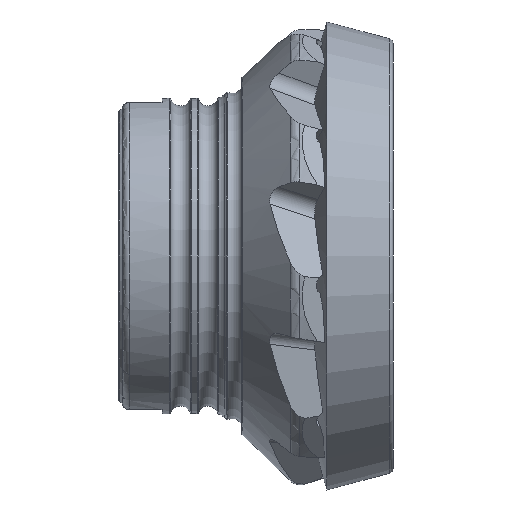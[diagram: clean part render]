
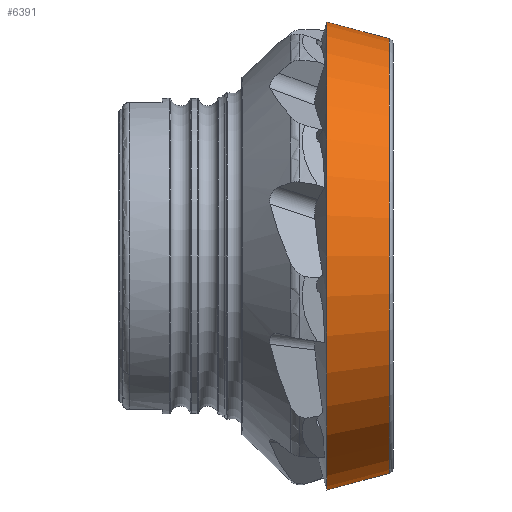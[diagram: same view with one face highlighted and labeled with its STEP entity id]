
A CAD part, front view. The second image highlights one B-rep face of the part: STEP entity #6391.
In plain terms, the highlighted conical face has half-angle 15 degrees and reference radius 31.71 mm.
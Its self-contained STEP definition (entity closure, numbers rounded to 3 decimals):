
#36 = CIRCLE ( 'NONE', #221, 34.143 ) ;
#221 = AXIS2_PLACEMENT_3D ( 'NONE', #5810, #2607, #6361 ) ;
#716 = CARTESIAN_POINT ( 'NONE',  ( 0.034, 0., 0. ) ) ;
#810 = CARTESIAN_POINT ( 'NONE',  ( 0.034, 31.71, 0. ) ) ;
#1028 = DIRECTION ( 'NONE',  ( -1., 0., 0. ) ) ;
#1102 = VERTEX_POINT ( 'NONE', #1856 ) ;
#1255 = DIRECTION ( 'NONE',  ( 0., 1., 0. ) ) ;
#1289 = CONICAL_SURFACE ( 'NONE', #6825, 31.71, 0.262 ) ;
#1856 = CARTESIAN_POINT ( 'NONE',  ( -9.046, 34.143, 0. ) ) ;
#1960 = ORIENTED_EDGE ( 'NONE', *, *, #4295, .T. ) ;
#2050 = EDGE_LOOP ( 'NONE', ( #1960 ) ) ;
#2192 = VERTEX_POINT ( 'NONE', #810 ) ;
#2411 = AXIS2_PLACEMENT_3D ( 'NONE', #716, #4472, #1255 ) ;
#2607 = DIRECTION ( 'NONE',  ( 1., 0., 0. ) ) ;
#3191 = DIRECTION ( 'NONE',  ( 0., -1., 0. ) ) ;
#3378 = FACE_OUTER_BOUND ( 'NONE', #2050, .T. ) ;
#4261 = CARTESIAN_POINT ( 'NONE',  ( 0.034, 0., 0. ) ) ;
#4295 = EDGE_CURVE ( 'NONE', #1102, #1102, #36, .T. ) ;
#4472 = DIRECTION ( 'NONE',  ( 1., 0., 0. ) ) ;
#5071 = ORIENTED_EDGE ( 'NONE', *, *, #5233, .F. ) ;
#5233 = EDGE_CURVE ( 'NONE', #2192, #2192, #5631, .T. ) ;
#5631 = CIRCLE ( 'NONE', #2411, 31.71 ) ;
#5810 = CARTESIAN_POINT ( 'NONE',  ( -9.046, 0., 0. ) ) ;
#5812 = EDGE_LOOP ( 'NONE', ( #5071 ) ) ;
#6056 = FACE_BOUND ( 'NONE', #5812, .T. ) ;
#6361 = DIRECTION ( 'NONE',  ( 0., 1., 0. ) ) ;
#6391 = ADVANCED_FACE ( 'NONE', ( #3378, #6056 ), #1289, .T. ) ;
#6825 = AXIS2_PLACEMENT_3D ( 'NONE', #4261, #1028, #3191 ) ;
